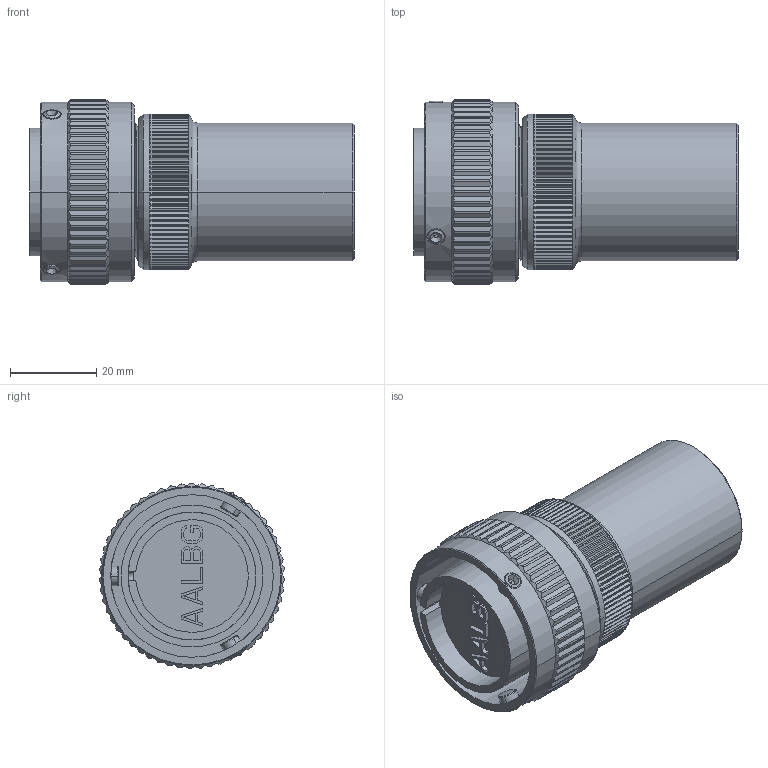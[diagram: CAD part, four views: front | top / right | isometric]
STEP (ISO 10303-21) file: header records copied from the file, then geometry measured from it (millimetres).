
FILE_DESCRIPTION((''),'2;1');
FILE_NAME('VG95234_3106-22_SW0001','2023-03-22T10:38:35',('paultorloting'),('NET AG system integration'),'CREO PARAMETRIC BY PTC INC, 2021404','CREO PARAMETRIC BY PTC INC, 2021404','');
FILE_SCHEMA(('AUTOMOTIVE_DESIGN { 1 0 10303 214 1 1 1 1 }'));
Length unit declared in the file: millimetre
Products named in the file (1): VG95234_3106-22_SW0001
Bounding box: 75.3 x 42.96 x 42.98 mm (x, y, z)
Volume: 63345.6 mm3; surface area: 17383.3 mm2
Topology: 1 solids, 1 shells, 894 faces, 2358 edges, 1490 vertices
Faces by surface type: plane 727, cylinder 100, cone 49, bspline 10, torus 8
Entity records: 37175 total; most frequent: CARTESIAN_POINT 10809, ORIENTED_EDGE 4704, DIRECTION 4362, EDGE_CURVE 2352, VECTOR 1567, LINE 1567, VERTEX_POINT 1490, AXIS2_PLACEMENT_3D 1396
